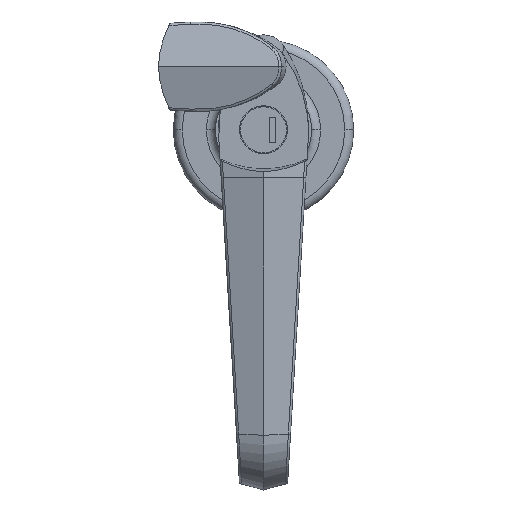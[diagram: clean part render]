
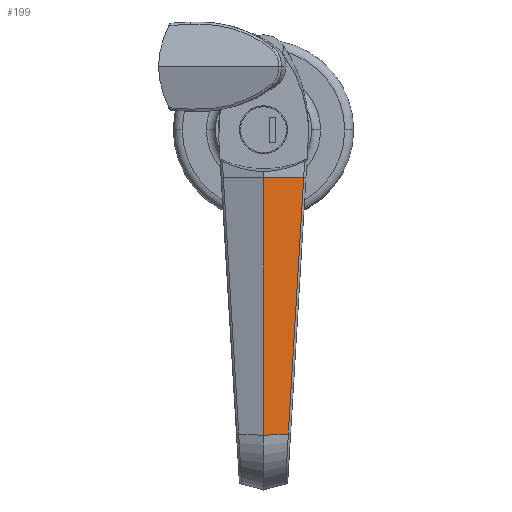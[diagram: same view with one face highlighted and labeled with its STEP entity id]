
A CAD part, top view. The second image highlights one B-rep face of the part: STEP entity #199.
In plain terms, the highlighted planar face has unit normal (0.257, -0.073, 0.964).
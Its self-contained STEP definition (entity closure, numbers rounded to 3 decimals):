
#199 = ADVANCED_FACE ( 'NONE', ( #11181 ), #1928, .T. ) ;
#329 = EDGE_LOOP ( 'NONE', ( #8469, #8470, #8471, #8472, #8473, #8474 ) ) ;
#530 = EDGE_CURVE ( 'NONE', #5106, #5097, #11200, .T. ) ;
#531 = EDGE_CURVE ( 'NONE', #5097, #5100, #7190, .T. ) ;
#650 = EDGE_CURVE ( 'NONE', #3002, #5127, #9592, .T. ) ;
#1200 = CARTESIAN_POINT ( 'NONE',  ( 13.37, -15.865, 24.444 ) ) ;
#1201 = CARTESIAN_POINT ( 'NONE',  ( 13.371, -15.865, 24.444 ) ) ;
#1204 = CARTESIAN_POINT ( 'NONE',  ( 8.208, -102.022, 19.283 ) ) ;
#1205 = DIRECTION ( 'NONE',  ( 0.06, 0.996, 0.06 ) ) ;
#1207 = CARTESIAN_POINT ( 'NONE',  ( 0., -16., 28. ) ) ;
#1209 = CARTESIAN_POINT ( 'NONE',  ( 13.368, -15.865, 24.445 ) ) ;
#1210 = CARTESIAN_POINT ( 'NONE',  ( 13.367, -15.865, 24.445 ) ) ;
#1212 = DIRECTION ( 'NONE',  ( 0., -0.997, -0.076 ) ) ;
#1305 = CARTESIAN_POINT ( 'NONE',  ( 13.367, -15.865, 24.445 ) ) ;
#1927 = CARTESIAN_POINT ( 'NONE',  ( 0., -101.663, 21.5 ) ) ;
#1928 = PLANE ( 'NONE',  #6856 ) ;
#1937 = DIRECTION ( 'NONE',  ( 0.257, -0.073, 0.964 ) ) ;
#1938 = DIRECTION ( 'NONE',  ( 0.966, 0., -0.258 ) ) ;
#2026 = CARTESIAN_POINT ( 'NONE',  ( 8.256, -101.227, 19.331 ) ) ;
#2027 = DIRECTION ( 'NONE',  ( 0.966, 0.051, -0.254 ) ) ;
#2028 = CARTESIAN_POINT ( 'NONE',  ( 0., -101.663, 21.5 ) ) ;
#2029 = CARTESIAN_POINT ( 'NONE',  ( 8.255, -101.227, 19.331 ) ) ;
#2030 = CARTESIAN_POINT ( 'NONE',  ( 8.255, -101.227, 19.331 ) ) ;
#2031 = CARTESIAN_POINT ( 'NONE',  ( 8.256, -101.227, 19.331 ) ) ;
#2558 = EDGE_CURVE ( 'NONE', #5100, #5105, #9919, .T. ) ;
#2559 = EDGE_CURVE ( 'NONE', #5105, #3002, #7248, .T. ) ;
#2560 = EDGE_CURVE ( 'NONE', #5127, #5106, #9920, .T. ) ;
#3002 = VERTEX_POINT ( 'NONE', #1305 ) ;
#3366 = CARTESIAN_POINT ( 'NONE',  ( 0.808, -15.992, 27.785 ) ) ;
#3367 = DIRECTION ( 'NONE',  ( -0.966, -0.01, 0.257 ) ) ;
#5097 = VERTEX_POINT ( 'NONE', #5538 ) ;
#5100 = VERTEX_POINT ( 'NONE', #5541 ) ;
#5105 = VERTEX_POINT ( 'NONE', #5546 ) ;
#5106 = VERTEX_POINT ( 'NONE', #5547 ) ;
#5127 = VERTEX_POINT ( 'NONE', #5568 ) ;
#5538 = CARTESIAN_POINT ( 'NONE',  ( 8.255, -101.227, 19.331 ) ) ;
#5541 = CARTESIAN_POINT ( 'NONE',  ( 8.256, -101.227, 19.331 ) ) ;
#5546 = CARTESIAN_POINT ( 'NONE',  ( 13.371, -15.865, 24.444 ) ) ;
#5547 = CARTESIAN_POINT ( 'NONE',  ( 0., -101.663, 21.5 ) ) ;
#5568 = CARTESIAN_POINT ( 'NONE',  ( 0., -16., 28. ) ) ;
#6856 = AXIS2_PLACEMENT_3D ( 'NONE', #1927, #1937, #1938 ) ;
#7190 = B_SPLINE_CURVE_WITH_KNOTS ( 'NONE', 3,
 ( #2030, #2029, #2026, #2031 ),
 .UNSPECIFIED., .F., .F.,
 ( 4, 4 ),
 ( 0., 0. ),
 .UNSPECIFIED. ) ;
#7248 =( BOUNDED_CURVE ( )  B_SPLINE_CURVE ( 3, ( #1201, #1200, #1209, #1210 ),
 .UNSPECIFIED., .F., .T. ) 
 B_SPLINE_CURVE_WITH_KNOTS ( ( 4, 4 ),
 ( 3.142, 3.147 ),
 .UNSPECIFIED. ) 
 CURVE ( )  GEOMETRIC_REPRESENTATION_ITEM ( )  RATIONAL_B_SPLINE_CURVE ( ( 1., 1., 1., 1. ) ) 
 REPRESENTATION_ITEM ( '' )  );
#8469 = ORIENTED_EDGE ( 'NONE', *, *, #2558, .T. ) ;
#8470 = ORIENTED_EDGE ( 'NONE', *, *, #2559, .T. ) ;
#8471 = ORIENTED_EDGE ( 'NONE', *, *, #650, .T. ) ;
#8472 = ORIENTED_EDGE ( 'NONE', *, *, #2560, .T. ) ;
#8473 = ORIENTED_EDGE ( 'NONE', *, *, #530, .T. ) ;
#8474 = ORIENTED_EDGE ( 'NONE', *, *, #531, .T. ) ;
#9592 = LINE ( 'NONE', #3366, #9594 ) ;
#9594 = VECTOR ( 'NONE', #3367, 1000. ) ;
#9919 = LINE ( 'NONE', #1204, #9921 ) ;
#9920 = LINE ( 'NONE', #1207, #9922 ) ;
#9921 = VECTOR ( 'NONE', #1205, 1000. ) ;
#9922 = VECTOR ( 'NONE', #1212, 1000. ) ;
#11181 = FACE_OUTER_BOUND ( 'NONE', #329, .T. ) ;
#11192 = VECTOR ( 'NONE', #2027, 1000. ) ;
#11200 = LINE ( 'NONE', #2028, #11192 ) ;
